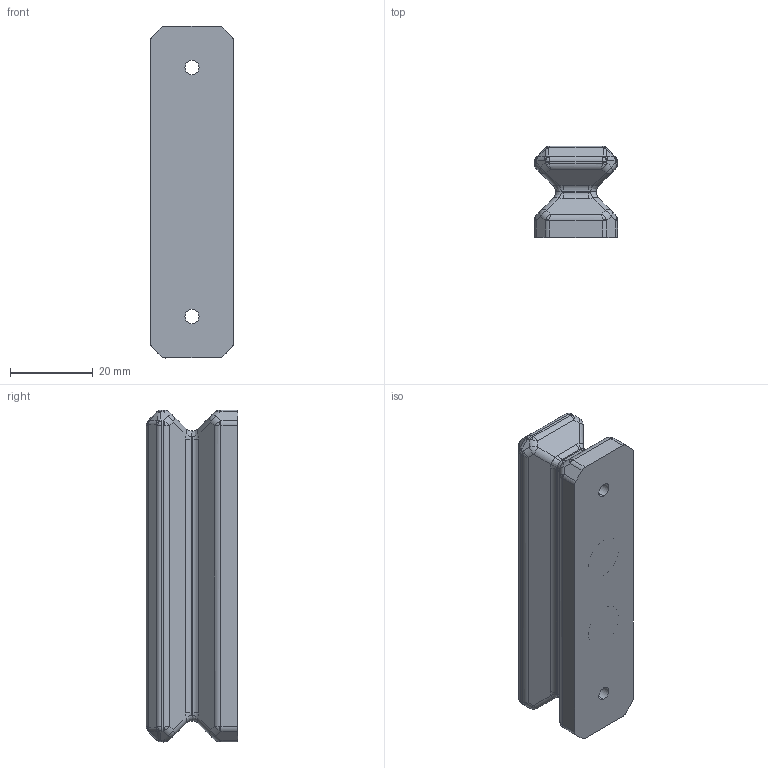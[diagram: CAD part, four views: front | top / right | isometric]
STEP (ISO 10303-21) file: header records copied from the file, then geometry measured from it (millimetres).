
FILE_DESCRIPTION (( 'STEP AP214' ), '1' );
FILE_NAME ('door handle.STEP', '2025-09-18T19:08:25', ( '' ), ( '' ), 'SwSTEP 2.0', 'SolidWorks 2024', '' );
FILE_SCHEMA (( 'AUTOMOTIVE_DESIGN' ));
Length unit declared in the file: millimetre
Products named in the file (1): door handle
Bounding box: 20 x 22 x 80 mm (x, y, z)
Volume: 25639.4 mm3; surface area: 8873.5 mm2
Topology: 1 solids, 3 shells, 240 faces, 536 edges, 288 vertices
Faces by surface type: cylinder 108, bspline 56, plane 44, sphere 32
Entity records: 7035 total; most frequent: CARTESIAN_POINT 2301, ORIENTED_EDGE 1040, DIRECTION 958, EDGE_CURVE 520, AXIS2_PLACEMENT_3D 377, VERTEX_POINT 288, EDGE_LOOP 246, ADVANCED_FACE 240
